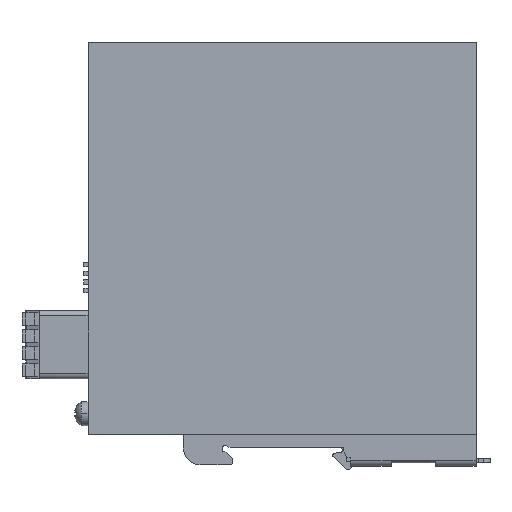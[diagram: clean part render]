
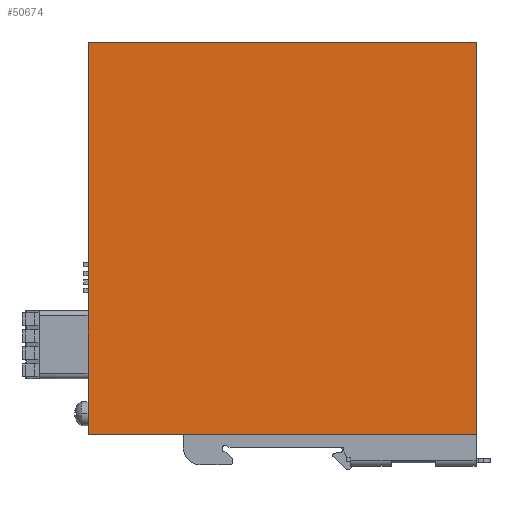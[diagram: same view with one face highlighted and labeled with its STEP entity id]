
A CAD part, left-side view. The second image highlights one B-rep face of the part: STEP entity #50674.
In plain terms, the highlighted planar face has unit normal (-1, 0, 0).
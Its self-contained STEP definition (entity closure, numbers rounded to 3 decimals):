
#50647=AXIS2_PLACEMENT_3D('Plane Axis2P3D',#50644,#50645,#50646) ;
#50495=CARTESIAN_POINT('Vertex',(0.,118.,10.4)) ;
#50511=CARTESIAN_POINT('Vertex',(0.,4.,10.4)) ;
#50514=CARTESIAN_POINT('Line Origine',(0.,61.,10.4)) ;
#50644=CARTESIAN_POINT('Axis2P3D Location',(0.,118.,10.4)) ;
#50649=CARTESIAN_POINT('Line Origine',(0.,118.,67.9)) ;
#50653=CARTESIAN_POINT('Vertex',(0.,118.,125.4)) ;
#50656=CARTESIAN_POINT('Line Origine',(0.,4.,67.9)) ;
#50660=CARTESIAN_POINT('Vertex',(0.,4.,125.4)) ;
#50663=CARTESIAN_POINT('Line Origine',(0.,61.,125.4)) ;
#50515=DIRECTION('Vector Direction',(0.,-1.,0.)) ;
#50645=DIRECTION('Axis2P3D Direction',(-1.,0.,0.)) ;
#50646=DIRECTION('Axis2P3D XDirection',(0.,-1.,0.)) ;
#50650=DIRECTION('Vector Direction',(0.,0.,1.)) ;
#50657=DIRECTION('Vector Direction',(0.,0.,1.)) ;
#50664=DIRECTION('Vector Direction',(0.,-1.,0.)) ;
#50516=VECTOR('Line Direction',#50515,1.) ;
#50651=VECTOR('Line Direction',#50650,1.) ;
#50658=VECTOR('Line Direction',#50657,1.) ;
#50665=VECTOR('Line Direction',#50664,1.) ;
#50669=ORIENTED_EDGE('',*,*,#50655,.F.) ;
#50670=ORIENTED_EDGE('',*,*,#50518,.F.) ;
#50671=ORIENTED_EDGE('',*,*,#50662,.T.) ;
#50672=ORIENTED_EDGE('',*,*,#50667,.F.) ;
#50674=ADVANCED_FACE('SWITCH',(#50673),#50648,.T.) ;
#50518=EDGE_CURVE('',#50512,#50496,#50517,.F.) ;
#50655=EDGE_CURVE('',#50496,#50654,#50652,.T.) ;
#50662=EDGE_CURVE('',#50512,#50661,#50659,.T.) ;
#50667=EDGE_CURVE('',#50654,#50661,#50666,.T.) ;
#50668=EDGE_LOOP('',(#50669,#50670,#50671,#50672)) ;
#50673=FACE_OUTER_BOUND('',#50668,.T.) ;
#50517=LINE('Line',#50514,#50516) ;
#50652=LINE('Line',#50649,#50651) ;
#50659=LINE('Line',#50656,#50658) ;
#50666=LINE('Line',#50663,#50665) ;
#50648=PLANE('',#50647) ;
#50496=VERTEX_POINT('',#50495) ;
#50512=VERTEX_POINT('',#50511) ;
#50654=VERTEX_POINT('',#50653) ;
#50661=VERTEX_POINT('',#50660) ;
